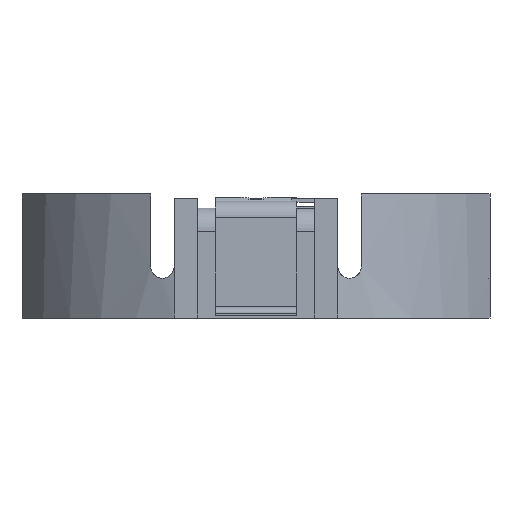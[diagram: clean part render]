
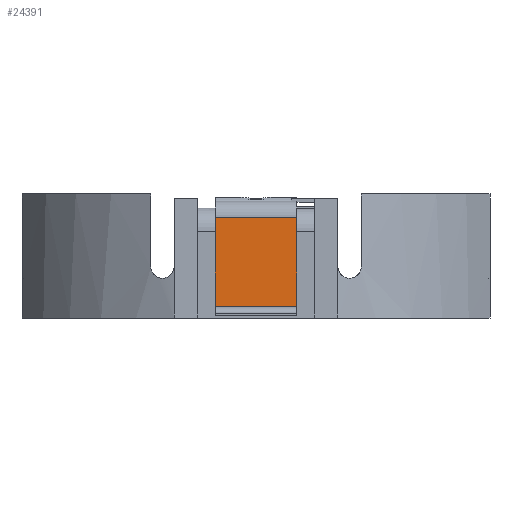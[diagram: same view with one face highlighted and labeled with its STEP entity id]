
A CAD part, left-side view. The second image highlights one B-rep face of the part: STEP entity #24391.
In plain terms, the highlighted planar face has unit normal (-1, 0, 0).
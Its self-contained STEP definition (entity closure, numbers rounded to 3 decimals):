
#16490 = PLANE('',#16491);
#16491 = AXIS2_PLACEMENT_3D('',#16492,#16493,#16494);
#16492 = CARTESIAN_POINT('',(-29.5,-1.75,0.1));
#16493 = DIRECTION('',(0.,1.,0.));
#16494 = DIRECTION('',(-1.,0.,0.));
#21487 = VERTEX_POINT('',#21488);
#21488 = CARTESIAN_POINT('',(-29.2,-1.75,0.5));
#21507 = CYLINDRICAL_SURFACE('',#21508,0.3);
#21508 = AXIS2_PLACEMENT_3D('',#21509,#21510,#21511);
#21509 = CARTESIAN_POINT('',(-29.5,-1.75,0.5));
#21510 = DIRECTION('',(0.,-1.,0.));
#21511 = DIRECTION('',(0.,0.,-1.));
#21541 = EDGE_CURVE('',#21487,#21542,#21544,.T.);
#21542 = VERTEX_POINT('',#21543);
#21543 = CARTESIAN_POINT('',(-29.2,-1.75,4.296));
#21544 = SURFACE_CURVE('',#21545,(#21549,#21556),.PCURVE_S1.);
#21545 = LINE('',#21546,#21547);
#21546 = CARTESIAN_POINT('',(-29.2,-1.75,0.5));
#21547 = VECTOR('',#21548,1.);
#21548 = DIRECTION('',(0.,0.,1.));
#21549 = PCURVE('',#16490,#21550);
#21550 = DEFINITIONAL_REPRESENTATION('',(#21551),#21555);
#21551 = LINE('',#21552,#21553);
#21552 = CARTESIAN_POINT('',(-0.3,0.4));
#21553 = VECTOR('',#21554,1.);
#21554 = DIRECTION('',(0.,1.));
#21555 = ( GEOMETRIC_REPRESENTATION_CONTEXT(2) 
PARAMETRIC_REPRESENTATION_CONTEXT() REPRESENTATION_CONTEXT('2D SPACE',''
  ) );
#21556 = PCURVE('',#21557,#21562);
#21557 = PLANE('',#21558);
#21558 = AXIS2_PLACEMENT_3D('',#21559,#21560,#21561);
#21559 = CARTESIAN_POINT('',(-29.2,-1.75,0.5));
#21560 = DIRECTION('',(-1.,0.,0.));
#21561 = DIRECTION('',(0.,-1.,0.));
#21562 = DEFINITIONAL_REPRESENTATION('',(#21563),#21567);
#21563 = LINE('',#21564,#21565);
#21564 = CARTESIAN_POINT('',(0.,0.));
#21565 = VECTOR('',#21566,1.);
#21566 = DIRECTION('',(0.,1.));
#21567 = ( GEOMETRIC_REPRESENTATION_CONTEXT(2) 
PARAMETRIC_REPRESENTATION_CONTEXT() REPRESENTATION_CONTEXT('2D SPACE',''
  ) );
#21586 = CYLINDRICAL_SURFACE('',#21587,0.7);
#21587 = AXIS2_PLACEMENT_3D('',#21588,#21589,#21590);
#21588 = CARTESIAN_POINT('',(-28.5,-1.75,4.296));
#21589 = DIRECTION('',(0.,1.,0.));
#21590 = DIRECTION('',(-1.,0.,0.));
#21888 = PLANE('',#21889);
#21889 = AXIS2_PLACEMENT_3D('',#21890,#21891,#21892);
#21890 = CARTESIAN_POINT('',(-29.5,1.75,0.1));
#21891 = DIRECTION('',(0.,-1.,0.));
#21892 = DIRECTION('',(1.,0.,0.));
#24303 = VERTEX_POINT('',#24304);
#24304 = CARTESIAN_POINT('',(-29.2,1.75,4.296));
#24348 = EDGE_CURVE('',#21542,#24303,#24349,.T.);
#24349 = SURFACE_CURVE('',#24350,(#24354,#24383),.PCURVE_S1.);
#24350 = LINE('',#24351,#24352);
#24351 = CARTESIAN_POINT('',(-29.2,-1.75,4.296));
#24352 = VECTOR('',#24353,1.);
#24353 = DIRECTION('',(0.,1.,0.));
#24354 = PCURVE('',#21586,#24355);
#24355 = DEFINITIONAL_REPRESENTATION('',(#24356),#24382);
#24356 = B_SPLINE_CURVE_WITH_KNOTS('',3,(#24357,#24358,#24359,#24360,
    #24361,#24362,#24363,#24364,#24365,#24366,#24367,#24368,#24369,
    #24370,#24371,#24372,#24373,#24374,#24375,#24376,#24377,#24378,
    #24379,#24380,#24381),.UNSPECIFIED.,.F.,.F.,(4,1,1,1,1,1,1,1,1,1,1,1
    ,1,1,1,1,1,1,1,1,1,1,4),(0.,0.159,0.318,
    0.477,0.636,0.795,0.955,
    1.114,1.273,1.432,1.591,1.75,
    1.909,2.068,2.227,2.386,
    2.545,2.705,2.864,3.023,
    3.182,3.341,3.5),.UNSPECIFIED.);
#24357 = CARTESIAN_POINT('',(0.,0.));
#24358 = CARTESIAN_POINT('',(0.,0.053));
#24359 = CARTESIAN_POINT('',(0.,0.159));
#24360 = CARTESIAN_POINT('',(0.,0.318));
#24361 = CARTESIAN_POINT('',(0.,0.477));
#24362 = CARTESIAN_POINT('',(0.,0.636));
#24363 = CARTESIAN_POINT('',(0.,0.795));
#24364 = CARTESIAN_POINT('',(0.,0.955));
#24365 = CARTESIAN_POINT('',(0.,1.114));
#24366 = CARTESIAN_POINT('',(0.,1.273));
#24367 = CARTESIAN_POINT('',(0.,1.432));
#24368 = CARTESIAN_POINT('',(0.,1.591));
#24369 = CARTESIAN_POINT('',(0.,1.75));
#24370 = CARTESIAN_POINT('',(0.,1.909));
#24371 = CARTESIAN_POINT('',(0.,2.068));
#24372 = CARTESIAN_POINT('',(0.,2.227));
#24373 = CARTESIAN_POINT('',(0.,2.386));
#24374 = CARTESIAN_POINT('',(0.,2.545));
#24375 = CARTESIAN_POINT('',(0.,2.705));
#24376 = CARTESIAN_POINT('',(0.,2.864));
#24377 = CARTESIAN_POINT('',(0.,3.023));
#24378 = CARTESIAN_POINT('',(0.,3.182));
#24379 = CARTESIAN_POINT('',(0.,3.341));
#24380 = CARTESIAN_POINT('',(0.,3.447));
#24381 = CARTESIAN_POINT('',(0.,3.5));
#24382 = ( GEOMETRIC_REPRESENTATION_CONTEXT(2) 
PARAMETRIC_REPRESENTATION_CONTEXT() REPRESENTATION_CONTEXT('2D SPACE',''
  ) );
#24383 = PCURVE('',#21557,#24384);
#24384 = DEFINITIONAL_REPRESENTATION('',(#24385),#24389);
#24385 = LINE('',#24386,#24387);
#24386 = CARTESIAN_POINT('',(0.,3.796));
#24387 = VECTOR('',#24388,1.);
#24388 = DIRECTION('',(-1.,0.));
#24389 = ( GEOMETRIC_REPRESENTATION_CONTEXT(2) 
PARAMETRIC_REPRESENTATION_CONTEXT() REPRESENTATION_CONTEXT('2D SPACE',''
  ) );
#24391 = ADVANCED_FACE('',(#24392),#21557,.T.);
#24392 = FACE_BOUND('',#24393,.T.);
#24393 = EDGE_LOOP('',(#24394,#24395,#24418,#24461));
#24394 = ORIENTED_EDGE('',*,*,#24348,.T.);
#24395 = ORIENTED_EDGE('',*,*,#24396,.T.);
#24396 = EDGE_CURVE('',#24303,#24397,#24399,.T.);
#24397 = VERTEX_POINT('',#24398);
#24398 = CARTESIAN_POINT('',(-29.2,1.75,0.5));
#24399 = SURFACE_CURVE('',#24400,(#24404,#24411),.PCURVE_S1.);
#24400 = LINE('',#24401,#24402);
#24401 = CARTESIAN_POINT('',(-29.2,1.75,0.5));
#24402 = VECTOR('',#24403,1.);
#24403 = DIRECTION('',(0.,0.,-1.));
#24404 = PCURVE('',#21557,#24405);
#24405 = DEFINITIONAL_REPRESENTATION('',(#24406),#24410);
#24406 = LINE('',#24407,#24408);
#24407 = CARTESIAN_POINT('',(-3.5,0.));
#24408 = VECTOR('',#24409,1.);
#24409 = DIRECTION('',(0.,-1.));
#24410 = ( GEOMETRIC_REPRESENTATION_CONTEXT(2) 
PARAMETRIC_REPRESENTATION_CONTEXT() REPRESENTATION_CONTEXT('2D SPACE',''
  ) );
#24411 = PCURVE('',#21888,#24412);
#24412 = DEFINITIONAL_REPRESENTATION('',(#24413),#24417);
#24413 = LINE('',#24414,#24415);
#24414 = CARTESIAN_POINT('',(0.3,0.4));
#24415 = VECTOR('',#24416,1.);
#24416 = DIRECTION('',(0.,-1.));
#24417 = ( GEOMETRIC_REPRESENTATION_CONTEXT(2) 
PARAMETRIC_REPRESENTATION_CONTEXT() REPRESENTATION_CONTEXT('2D SPACE',''
  ) );
#24418 = ORIENTED_EDGE('',*,*,#24419,.T.);
#24419 = EDGE_CURVE('',#24397,#21487,#24420,.T.);
#24420 = SURFACE_CURVE('',#24421,(#24425,#24432),.PCURVE_S1.);
#24421 = LINE('',#24422,#24423);
#24422 = CARTESIAN_POINT('',(-29.2,-1.75,0.5));
#24423 = VECTOR('',#24424,1.);
#24424 = DIRECTION('',(0.,-1.,0.));
#24425 = PCURVE('',#21557,#24426);
#24426 = DEFINITIONAL_REPRESENTATION('',(#24427),#24431);
#24427 = LINE('',#24428,#24429);
#24428 = CARTESIAN_POINT('',(0.,0.));
#24429 = VECTOR('',#24430,1.);
#24430 = DIRECTION('',(1.,0.));
#24431 = ( GEOMETRIC_REPRESENTATION_CONTEXT(2) 
PARAMETRIC_REPRESENTATION_CONTEXT() REPRESENTATION_CONTEXT('2D SPACE',''
  ) );
#24432 = PCURVE('',#21507,#24433);
#24433 = DEFINITIONAL_REPRESENTATION('',(#24434),#24460);
#24434 = B_SPLINE_CURVE_WITH_KNOTS('',3,(#24435,#24436,#24437,#24438,
    #24439,#24440,#24441,#24442,#24443,#24444,#24445,#24446,#24447,
    #24448,#24449,#24450,#24451,#24452,#24453,#24454,#24455,#24456,
    #24457,#24458,#24459),.UNSPECIFIED.,.F.,.F.,(4,1,1,1,1,1,1,1,1,1,1,1
    ,1,1,1,1,1,1,1,1,1,1,4),(-3.5,-3.341,-3.182,
    -3.023,-2.864,-2.705,-2.545,
    -2.386,-2.227,-2.068,-1.909,
    -1.75,-1.591,-1.432,-1.273,
    -1.114,-0.955,-0.795,-0.636,
    -0.477,-0.318,-0.159,0.),.UNSPECIFIED.);
#24435 = CARTESIAN_POINT('',(1.571,-3.5));
#24436 = CARTESIAN_POINT('',(1.571,-3.447));
#24437 = CARTESIAN_POINT('',(1.571,-3.341));
#24438 = CARTESIAN_POINT('',(1.571,-3.182));
#24439 = CARTESIAN_POINT('',(1.571,-3.023));
#24440 = CARTESIAN_POINT('',(1.571,-2.864));
#24441 = CARTESIAN_POINT('',(1.571,-2.705));
#24442 = CARTESIAN_POINT('',(1.571,-2.545));
#24443 = CARTESIAN_POINT('',(1.571,-2.386));
#24444 = CARTESIAN_POINT('',(1.571,-2.227));
#24445 = CARTESIAN_POINT('',(1.571,-2.068));
#24446 = CARTESIAN_POINT('',(1.571,-1.909));
#24447 = CARTESIAN_POINT('',(1.571,-1.75));
#24448 = CARTESIAN_POINT('',(1.571,-1.591));
#24449 = CARTESIAN_POINT('',(1.571,-1.432));
#24450 = CARTESIAN_POINT('',(1.571,-1.273));
#24451 = CARTESIAN_POINT('',(1.571,-1.114));
#24452 = CARTESIAN_POINT('',(1.571,-0.955));
#24453 = CARTESIAN_POINT('',(1.571,-0.795));
#24454 = CARTESIAN_POINT('',(1.571,-0.636));
#24455 = CARTESIAN_POINT('',(1.571,-0.477));
#24456 = CARTESIAN_POINT('',(1.571,-0.318));
#24457 = CARTESIAN_POINT('',(1.571,-0.159));
#24458 = CARTESIAN_POINT('',(1.571,-0.053));
#24459 = CARTESIAN_POINT('',(1.571,0.));
#24460 = ( GEOMETRIC_REPRESENTATION_CONTEXT(2) 
PARAMETRIC_REPRESENTATION_CONTEXT() REPRESENTATION_CONTEXT('2D SPACE',''
  ) );
#24461 = ORIENTED_EDGE('',*,*,#21541,.T.);
